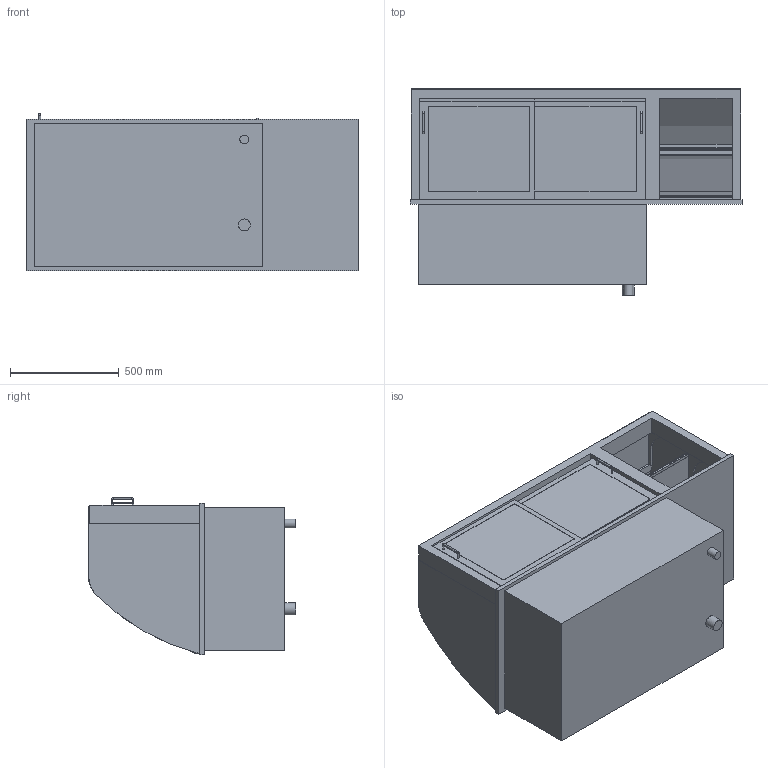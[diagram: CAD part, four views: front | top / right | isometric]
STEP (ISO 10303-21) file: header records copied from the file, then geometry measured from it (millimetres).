
FILE_DESCRIPTION(/* description */ ('Kombinationsvitrine kalt-ungekühlt, eigengekühlt'),/* implementation_level */ '2;1');
FILE_NAME(/* name */ '3D-AKE-00009023.stp',/* time_stamp */ '2024-09-30T09:53:59+02:00',/* author */ ('marina.schachner'),/* organization */ (''),/* preprocessor_version */ 'ST-DEVELOPER v20',/* originating_system */ 'Autodesk Inventor 2024',/* authorisation */ '');
FILE_SCHEMA (('AUTOMOTIVE_DESIGN { 1 0 10303 214 3 1 1 }'));
Length unit declared in the file: millimetre
Products named in the file (1): 3D-AKE-00009021
Bounding box: 1525 x 952 x 721.99 mm (x, y, z)
Volume: 137770777.5 mm3; surface area: 15711386.3 mm2
Topology: 43 solids, 43 shells, 401 faces, 939 edges, 626 vertices
Faces by surface type: plane 317, cylinder 80, torus 4
Full cylindrical faces by diameter (mm): 8 x6, 40 x1, 55 x1
Entity records: 11403 total; most frequent: CARTESIAN_POINT 1967, DIRECTION 1915, ORIENTED_EDGE 1878, EDGE_CURVE 939, LINE 767, VECTOR 767, VERTEX_POINT 626, AXIS2_PLACEMENT_3D 574
